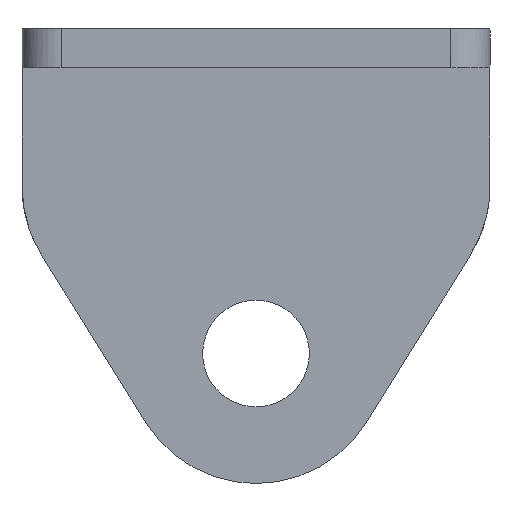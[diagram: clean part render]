
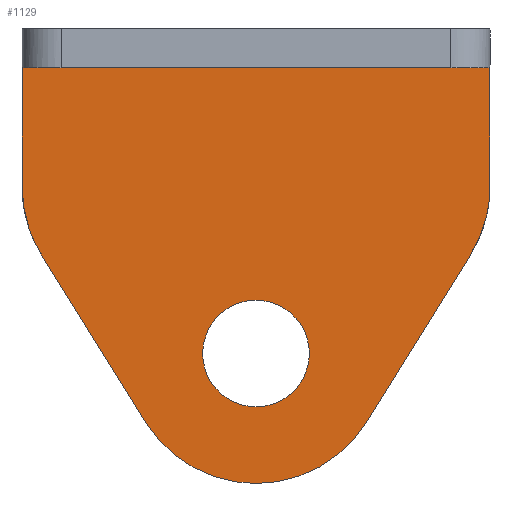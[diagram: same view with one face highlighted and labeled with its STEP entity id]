
A CAD part, front view. The second image highlights one B-rep face of the part: STEP entity #1129.
In plain terms, the highlighted free-form (B-spline) face has degree [1, 1] with [2, 2] control points.
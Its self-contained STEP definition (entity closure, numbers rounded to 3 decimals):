
#476=CARTESIAN_POINT('',(-4.087,-3.0,-24.678));
#477=VERTEX_POINT('',#476);
#483=CARTESIAN_POINT('',(0.0,-3.0,-29.1));
#484=VERTEX_POINT('',#483);
#485=CARTESIAN_POINT('',(-4.087,-3.0,-24.678));
#486=CARTESIAN_POINT('',(-4.1,-3.,-24.839));
#487=CARTESIAN_POINT('',(-4.1,-3.0,-25.0));
#488=CARTESIAN_POINT('',(-4.1,-3.,-29.1));
#489=CARTESIAN_POINT('',(0.0,-3.0,-29.1));
#497=(BOUNDED_CURVE()B_SPLINE_CURVE(2,(#485,#486,#487,#488,#489),.UNSPECIFIED.,.F.,.U.)B_SPLINE_CURVE_WITH_KNOTS((3,2,3),(0.736,0.75,1.0),.UNSPECIFIED.)CURVE()GEOMETRIC_REPRESENTATION_ITEM()RATIONAL_B_SPLINE_CURVE((0.97,0.984,1.0,0.707,1.0))REPRESENTATION_ITEM(''));
#498=EDGE_CURVE('',#477,#484,#497,.T.);
#500=CARTESIAN_POINT('',(4.087,-3.0,-25.322));
#501=VERTEX_POINT('',#500);
#502=CARTESIAN_POINT('',(0.0,-3.0,-29.1));
#503=CARTESIAN_POINT('',(3.79,-3.0,-29.1));
#504=CARTESIAN_POINT('',(4.087,-3.,-25.322));
#512=(BOUNDED_CURVE()B_SPLINE_CURVE(2,(#502,#503,#504),.UNSPECIFIED.,.F.,.U.)B_SPLINE_CURVE_WITH_KNOTS((3,3),(0.0,0.236),.UNSPECIFIED.)CURVE()GEOMETRIC_REPRESENTATION_ITEM()RATIONAL_B_SPLINE_CURVE((1.0,0.723,0.97))REPRESENTATION_ITEM(''));
#513=EDGE_CURVE('',#484,#501,#512,.T.);
#559=CARTESIAN_POINT('',(0.0,-3.0,-20.9));
#560=VERTEX_POINT('',#559);
#561=CARTESIAN_POINT('',(4.087,-3.,-25.322));
#562=CARTESIAN_POINT('',(4.1,-3.,-25.161));
#563=CARTESIAN_POINT('',(4.1,-3.0,-25.0));
#564=CARTESIAN_POINT('',(4.1,-3.,-20.9));
#565=CARTESIAN_POINT('',(0.0,-3.0,-20.9));
#573=(BOUNDED_CURVE()B_SPLINE_CURVE(2,(#561,#562,#563,#564,#565),.UNSPECIFIED.,.F.,.U.)B_SPLINE_CURVE_WITH_KNOTS((3,2,3),(0.236,0.25,0.5),.UNSPECIFIED.)CURVE()GEOMETRIC_REPRESENTATION_ITEM()RATIONAL_B_SPLINE_CURVE((0.97,0.984,1.0,0.707,1.0))REPRESENTATION_ITEM(''));
#574=EDGE_CURVE('',#501,#560,#573,.T.);
#576=CARTESIAN_POINT('',(0.0,-3.0,-20.9));
#577=CARTESIAN_POINT('',(-3.79,-3.,-20.9));
#578=CARTESIAN_POINT('',(-4.087,-3.0,-24.678));
#586=(BOUNDED_CURVE()B_SPLINE_CURVE(2,(#576,#577,#578),.UNSPECIFIED.,.F.,.U.)B_SPLINE_CURVE_WITH_KNOTS((3,3),(0.5,0.736),.UNSPECIFIED.)CURVE()GEOMETRIC_REPRESENTATION_ITEM()RATIONAL_B_SPLINE_CURVE((1.0,0.723,0.97))REPRESENTATION_ITEM(''));
#587=EDGE_CURVE('',#560,#477,#586,.T.);
#742=CARTESIAN_POINT('',(16.491,-3.0,-17.426));
#743=VERTEX_POINT('',#742);
#744=CARTESIAN_POINT('',(18.0,-3.0,-12.143));
#745=VERTEX_POINT('',#744);
#746=CARTESIAN_POINT('',(16.491,-3.0,-17.426));
#747=CARTESIAN_POINT('',(18.0,-3.,-15.));
#748=CARTESIAN_POINT('',(18.0,-3.0,-12.143));
#756=(BOUNDED_CURVE()B_SPLINE_CURVE(2,(#746,#747,#748),.UNSPECIFIED.,.F.,.U.)CURVE()GEOMETRIC_REPRESENTATION_ITEM()QUASI_UNIFORM_CURVE()RATIONAL_B_SPLINE_CURVE((1.0,0.962,1.0))REPRESENTATION_ITEM(''));
#757=EDGE_CURVE('',#743,#745,#756,.T.);
#803=CARTESIAN_POINT('',(-18.0,-3.0,-12.143));
#804=VERTEX_POINT('',#803);
#805=CARTESIAN_POINT('',(-16.491,-3.0,-17.426));
#806=VERTEX_POINT('',#805);
#807=CARTESIAN_POINT('',(-18.0,-3.0,-12.143));
#808=CARTESIAN_POINT('',(-18.0,-3.,-15.));
#809=CARTESIAN_POINT('',(-16.491,-3.0,-17.426));
#817=(BOUNDED_CURVE()B_SPLINE_CURVE(2,(#807,#808,#809),.UNSPECIFIED.,.F.,.U.)CURVE()GEOMETRIC_REPRESENTATION_ITEM()QUASI_UNIFORM_CURVE()RATIONAL_B_SPLINE_CURVE((1.0,0.962,1.0))REPRESENTATION_ITEM(''));
#818=EDGE_CURVE('',#804,#806,#817,.T.);
#863=CARTESIAN_POINT('',(8.488,-3.0,-30.287));
#864=VERTEX_POINT('',#863);
#865=CARTESIAN_POINT('',(8.488,-3.0,-30.287));
#866=CARTESIAN_POINT('',(16.491,-3.0,-17.426));
#867=QUASI_UNIFORM_CURVE('',1,(#865,#866),.UNSPECIFIED.,.F.,.U.);
#868=EDGE_CURVE('',#864,#743,#867,.T.);
#910=CARTESIAN_POINT('',(-8.484,-3.0,-30.294));
#911=VERTEX_POINT('',#910);
#912=CARTESIAN_POINT('',(-8.484,-3.0,-30.294));
#913=CARTESIAN_POINT('',(-5.545,-3.0,-35.003));
#914=CARTESIAN_POINT('',(0.005,-3.0,-35.));
#915=CARTESIAN_POINT('',(5.554,-3.0,-34.997));
#916=CARTESIAN_POINT('',(8.488,-3.0,-30.287));
#924=(BOUNDED_CURVE()B_SPLINE_CURVE(2,(#912,#913,#914,#915,#916),.UNSPECIFIED.,.F.,.U.)B_SPLINE_CURVE_WITH_KNOTS((3,2,3),(0.0,0.5,1.0),.UNSPECIFIED.)CURVE()GEOMETRIC_REPRESENTATION_ITEM()RATIONAL_B_SPLINE_CURVE((1.0,0.874,1.0,0.874,1.0))REPRESENTATION_ITEM(''));
#925=EDGE_CURVE('',#911,#864,#924,.T.);
#940=CARTESIAN_POINT('',(-16.491,-3.0,-17.426));
#941=CARTESIAN_POINT('',(-8.484,-3.0,-30.294));
#942=QUASI_UNIFORM_CURVE('',1,(#940,#941),.UNSPECIFIED.,.F.,.U.);
#943=EDGE_CURVE('',#806,#911,#942,.T.);
#1027=CARTESIAN_POINT('',(18.0,-3.0,-3.0));
#1028=VERTEX_POINT('',#1027);
#1034=CARTESIAN_POINT('',(18.0,-3.0,-3.0));
#1035=CARTESIAN_POINT('',(18.0,-3.0,-12.143));
#1036=QUASI_UNIFORM_CURVE('',1,(#1034,#1035),.UNSPECIFIED.,.F.,.U.);
#1037=EDGE_CURVE('',#1028,#745,#1036,.T.);
#1054=CARTESIAN_POINT('',(-18.0,-3.0,-3.0));
#1055=VERTEX_POINT('',#1054);
#1074=CARTESIAN_POINT('',(-18.0,-3.0,-3.0));
#1075=CARTESIAN_POINT('',(-18.0,-3.0,-12.143));
#1076=QUASI_UNIFORM_CURVE('',1,(#1074,#1075),.UNSPECIFIED.,.F.,.U.);
#1077=EDGE_CURVE('',#1055,#804,#1076,.T.);
#1104=CARTESIAN_POINT('',(-19.798,-3.0,-1.402));
#1105=CARTESIAN_POINT('',(-19.798,-3.0,-36.598));
#1106=CARTESIAN_POINT('',(19.798,-3.0,-1.402));
#1107=CARTESIAN_POINT('',(19.798,-3.0,-36.598));
#1108=B_SPLINE_SURFACE_WITH_KNOTS('',1,1,((#1104,#1106),(#1105,#1107)),.UNSPECIFIED.,.F.,.F.,.U.,(2,2),(2,2),(0.0,35.197),(0.0,39.596),.UNSPECIFIED.);
#1109=ORIENTED_EDGE('',*,*,#1077,.T.);
#1110=ORIENTED_EDGE('',*,*,#818,.T.);
#1111=ORIENTED_EDGE('',*,*,#943,.T.);
#1112=ORIENTED_EDGE('',*,*,#925,.T.);
#1113=ORIENTED_EDGE('',*,*,#868,.T.);
#1114=ORIENTED_EDGE('',*,*,#757,.T.);
#1115=ORIENTED_EDGE('',*,*,#1037,.F.);
#1116=CARTESIAN_POINT('',(-18.0,-3.0,-3.0));
#1117=CARTESIAN_POINT('',(18.0,-3.0,-3.0));
#1118=QUASI_UNIFORM_CURVE('',1,(#1116,#1117),.UNSPECIFIED.,.F.,.U.);
#1119=EDGE_CURVE('',#1055,#1028,#1118,.T.);
#1120=ORIENTED_EDGE('',*,*,#1119,.F.);
#1121=EDGE_LOOP('',(#1109,#1110,#1111,#1112,#1113,#1114,#1115,#1120));
#1122=FACE_OUTER_BOUND('',#1121,.T.);
#1123=ORIENTED_EDGE('',*,*,#587,.F.);
#1124=ORIENTED_EDGE('',*,*,#574,.F.);
#1125=ORIENTED_EDGE('',*,*,#513,.F.);
#1126=ORIENTED_EDGE('',*,*,#498,.F.);
#1127=EDGE_LOOP('',(#1123,#1124,#1125,#1126));
#1128=FACE_BOUND('',#1127,.T.);
#1129=ADVANCED_FACE('',(#1122,#1128),#1108,.T.);
